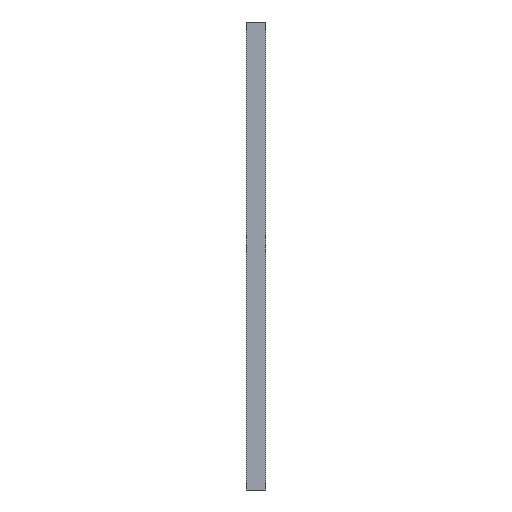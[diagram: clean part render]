
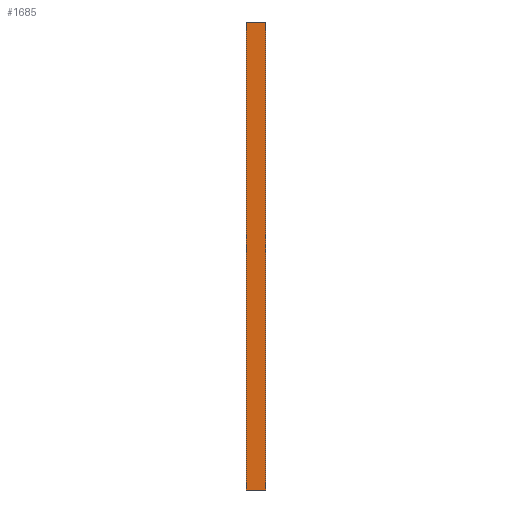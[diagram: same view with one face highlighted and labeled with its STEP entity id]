
A CAD part, left-side view. The second image highlights one B-rep face of the part: STEP entity #1685.
In plain terms, the highlighted planar face has unit normal (-1, 0, 0).
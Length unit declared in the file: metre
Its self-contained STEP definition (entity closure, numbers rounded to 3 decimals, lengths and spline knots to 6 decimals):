
#103=LINE('',#2578,#115);
#107=LINE('',#2749,#119);
#111=LINE('',#2916,#123);
#112=LINE('',#2917,#124);
#115=VECTOR('',#2056,1.);
#119=VECTOR('',#2224,1.);
#123=VECTOR('',#2388,1.);
#124=VECTOR('',#2389,1.);
#301=ORIENTED_EDGE('',*,*,#574,.F.);
#302=ORIENTED_EDGE('',*,*,#657,.F.);
#303=ORIENTED_EDGE('',*,*,#489,.T.);
#304=ORIENTED_EDGE('',*,*,#658,.T.);
#489=EDGE_CURVE('',#667,#668,#103,.T.);
#574=EDGE_CURVE('',#752,#753,#107,.T.);
#657=EDGE_CURVE('',#667,#752,#111,.T.);
#658=EDGE_CURVE('',#668,#753,#112,.T.);
#667=VERTEX_POINT('',#2579);
#668=VERTEX_POINT('',#2580);
#752=VERTEX_POINT('',#2750);
#753=VERTEX_POINT('',#2751);
#1169=EDGE_LOOP('',(#301,#302,#303,#304));
#1507=FACE_BOUND('',#1169,.T.);
#1679=PLANE('',#1953);
#1685=ADVANCED_FACE('',(#1507),#1679,.T.);
#1953=AXIS2_PLACEMENT_3D('',#2915,#2386,#2387);
#2056=DIRECTION('',(0.,0.,-1.));
#2224=DIRECTION('',(0.,0.,-1.));
#2386=DIRECTION('',(-1.,0.,0.));
#2387=DIRECTION('',(0.,-1.,0.));
#2388=DIRECTION('',(0.,-1.,0.));
#2389=DIRECTION('',(0.,-1.,0.));
#2578=CARTESIAN_POINT('',(0.,-0.31115,0.24765));
#2579=CARTESIAN_POINT('',(0.,-0.31115,0.32385));
#2580=CARTESIAN_POINT('',(0.,-0.31115,0.17145));
#2749=CARTESIAN_POINT('',(0.,-0.3175,0.24765));
#2750=CARTESIAN_POINT('',(0.,-0.3175,0.32385));
#2751=CARTESIAN_POINT('',(0.,-0.3175,0.17145));
#2915=CARTESIAN_POINT('',(0.,-0.31115,0.24765));
#2916=CARTESIAN_POINT('',(0.,-0.31115,0.32385));
#2917=CARTESIAN_POINT('',(0.,-0.31115,0.17145));
